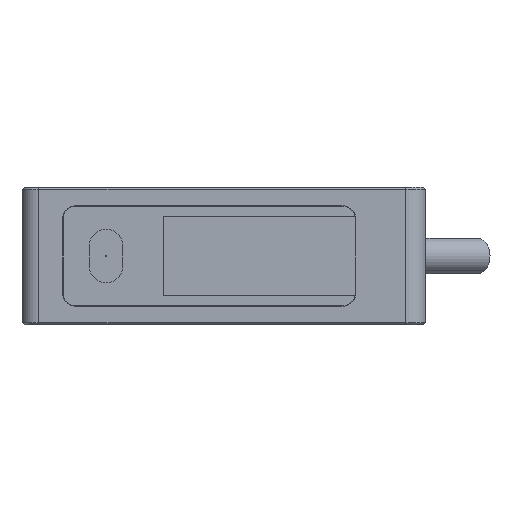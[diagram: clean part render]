
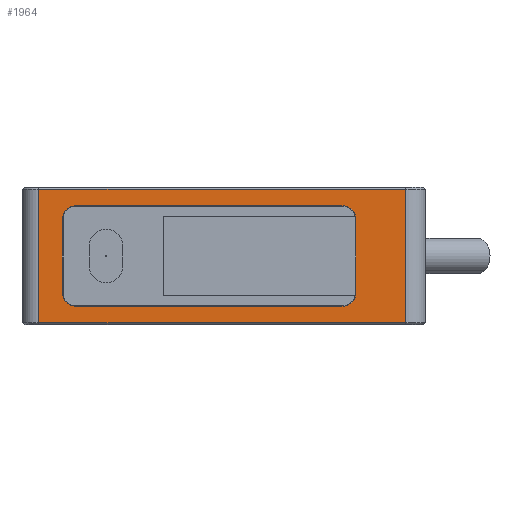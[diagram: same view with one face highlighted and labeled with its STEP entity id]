
A CAD part, left-side view. The second image highlights one B-rep face of the part: STEP entity #1964.
In plain terms, the highlighted planar face has unit normal (-1, 0, 0).
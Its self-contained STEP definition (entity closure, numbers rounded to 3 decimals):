
#224=DIRECTION('',(0.,-1.,0.));
#225=VECTOR('',#224,54.5);
#226=CARTESIAN_POINT('',(-25.,27.5,-9.9));
#227=LINE('',#226,#225);
#232=CARTESIAN_POINT('',(-25.,21.9,-5.4));
#233=DIRECTION('',(-1.,0.,0.));
#234=DIRECTION('',(0.,1.,0.));
#235=AXIS2_PLACEMENT_3D('',#232,#233,#234);
#237=CARTESIAN_POINT('',(-25.,-17.5,-5.4));
#238=DIRECTION('',(-1.,0.,0.));
#239=DIRECTION('',(0.,0.,-1.));
#240=AXIS2_PLACEMENT_3D('',#237,#238,#239);
#242=CARTESIAN_POINT('',(-25.,-17.5,5.4));
#243=DIRECTION('',(-1.,0.,0.));
#244=DIRECTION('',(0.,-1.,0.));
#245=AXIS2_PLACEMENT_3D('',#242,#243,#244);
#247=CARTESIAN_POINT('',(-25.,21.9,5.4));
#248=DIRECTION('',(-1.,0.,0.));
#249=DIRECTION('',(0.,0.,1.));
#250=AXIS2_PLACEMENT_3D('',#247,#248,#249);
#256=DIRECTION('',(0.,0.,-1.));
#257=VECTOR('',#256,19.8);
#258=CARTESIAN_POINT('',(-25.,27.5,9.9));
#259=LINE('',#258,#257);
#344=DIRECTION('',(0.,0.,1.));
#345=VECTOR('',#344,19.8);
#346=CARTESIAN_POINT('',(-25.,-27.,
-9.9));
#347=LINE('',#346,#345);
#446=DIRECTION('',(0.,1.,0.));
#447=VECTOR('',#446,54.5);
#448=CARTESIAN_POINT('',(-25.,-27.,9.9));
#449=LINE('',#448,#447);
#1030=DIRECTION('',(0.,0.,1.));
#1031=VECTOR('',#1030,10.8);
#1032=CARTESIAN_POINT('',(-25.,24.,-5.4));
#1033=LINE('',#1032,#1031);
#1042=DIRECTION('',(0.,-1.,0.));
#1043=VECTOR('',#1042,39.4);
#1044=CARTESIAN_POINT('',(-25.,21.9,7.5));
#1045=LINE('',#1044,#1043);
#1054=DIRECTION('',(0.,0.,-1.));
#1055=VECTOR('',#1054,10.8);
#1056=CARTESIAN_POINT('',(-25.,-19.6,5.4));
#1057=LINE('',#1056,#1055);
#1066=DIRECTION('',(0.,1.,0.));
#1067=VECTOR('',#1066,39.4);
#1068=CARTESIAN_POINT('',(-25.,-17.5,-7.5));
#1069=LINE('',#1068,#1067);
#1398=CARTESIAN_POINT('',(-25.,27.5,-9.9));
#1399=VERTEX_POINT('',#1398);
#1414=CARTESIAN_POINT('',(-25.,-27.,
-9.9));
#1415=VERTEX_POINT('',#1414);
#1416=CARTESIAN_POINT('',(-25.,27.5,9.9));
#1417=VERTEX_POINT('',#1416);
#1418=CARTESIAN_POINT('',(-25.,-27.,
9.9));
#1419=VERTEX_POINT('',#1418);
#1420=CARTESIAN_POINT('',(-25.,24.,-5.4));
#1421=CARTESIAN_POINT('',(-25.,21.9,-7.5));
#1422=VERTEX_POINT('',#1420);
#1423=VERTEX_POINT('',#1421);
#1424=CARTESIAN_POINT('',(-25.,-17.5,-7.5));
#1425=VERTEX_POINT('',#1424);
#1426=CARTESIAN_POINT('',(-25.,-19.6,-5.4));
#1427=VERTEX_POINT('',#1426);
#1428=CARTESIAN_POINT('',(-25.,-19.6,5.4));
#1429=VERTEX_POINT('',#1428);
#1430=CARTESIAN_POINT('',(-25.,-17.5,7.5));
#1431=VERTEX_POINT('',#1430);
#1432=CARTESIAN_POINT('',(-25.,21.9,7.5));
#1433=VERTEX_POINT('',#1432);
#1434=CARTESIAN_POINT('',(-25.,24.,5.4));
#1435=VERTEX_POINT('',#1434);
#1932=CARTESIAN_POINT('',(-25.,30.,-10.2));
#1933=DIRECTION('',(-1.,0.,0.));
#1934=DIRECTION('',(0.,-1.,0.));
#1935=AXIS2_PLACEMENT_3D('',#1932,#1933,#1934);
#1936=PLANE('',#1935);
#1937=ORIENTED_EDGE('',*,*,#1926,.F.);
#1939=ORIENTED_EDGE('',*,*,#1938,.F.);
#1941=ORIENTED_EDGE('',*,*,#1940,.F.);
#1943=ORIENTED_EDGE('',*,*,#1942,.F.);
#1944=EDGE_LOOP('',(#1937,#1939,#1941,#1943));
#1945=FACE_OUTER_BOUND('',#1944,.F.);
#1947=ORIENTED_EDGE('',*,*,#1946,.T.);
#1949=ORIENTED_EDGE('',*,*,#1948,.F.);
#1951=ORIENTED_EDGE('',*,*,#1950,.T.);
#1953=ORIENTED_EDGE('',*,*,#1952,.F.);
#1955=ORIENTED_EDGE('',*,*,#1954,.T.);
#1957=ORIENTED_EDGE('',*,*,#1956,.F.);
#1959=ORIENTED_EDGE('',*,*,#1958,.T.);
#1961=ORIENTED_EDGE('',*,*,#1960,.F.);
#1962=EDGE_LOOP('',(#1947,#1949,#1951,#1953,#1955,#1957,#1959,#1961));
#1963=FACE_BOUND('',#1962,.F.);
#236=CIRCLE('',#235,2.1);
#241=CIRCLE('',#240,2.1);
#246=CIRCLE('',#245,2.1);
#251=CIRCLE('',#250,2.1);
#1926=EDGE_CURVE('',#1399,#1415,#227,.T.);
#1938=EDGE_CURVE('',#1417,#1399,#259,.T.);
#1940=EDGE_CURVE('',#1419,#1417,#449,.T.);
#1942=EDGE_CURVE('',#1415,#1419,#347,.T.);
#1946=EDGE_CURVE('',#1422,#1423,#236,.T.);
#1948=EDGE_CURVE('',#1425,#1423,#1069,.T.);
#1950=EDGE_CURVE('',#1425,#1427,#241,.T.);
#1952=EDGE_CURVE('',#1429,#1427,#1057,.T.);
#1954=EDGE_CURVE('',#1429,#1431,#246,.T.);
#1956=EDGE_CURVE('',#1433,#1431,#1045,.T.);
#1958=EDGE_CURVE('',#1433,#1435,#251,.T.);
#1960=EDGE_CURVE('',#1422,#1435,#1033,.T.);
#1964=ADVANCED_FACE('',(#1945,#1963),#1936,.T.);
